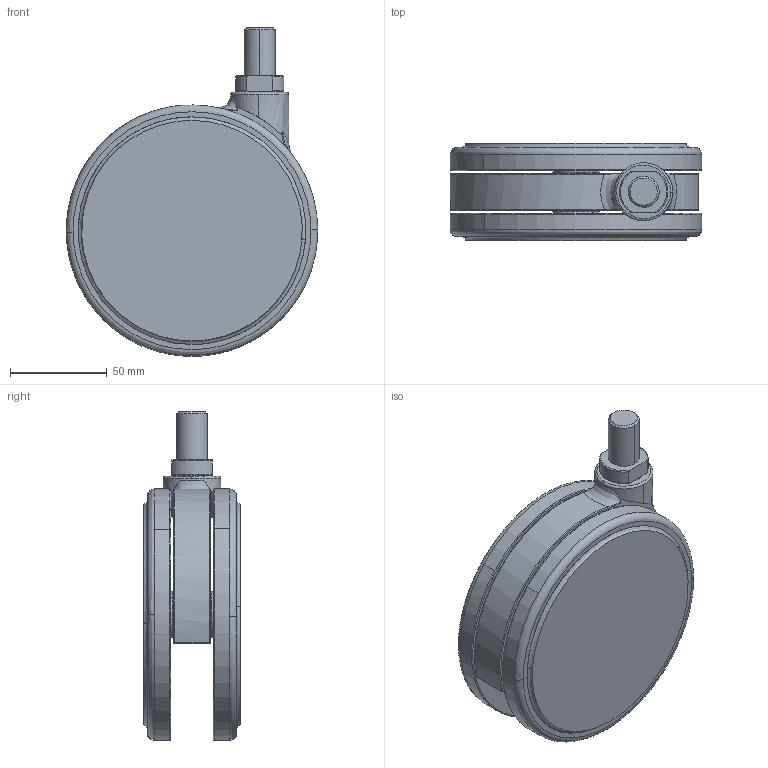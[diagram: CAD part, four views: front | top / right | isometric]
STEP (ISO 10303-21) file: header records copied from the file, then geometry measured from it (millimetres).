
FILE_DESCRIPTION((''),'2;1');
FILE_NAME('','2008-04-30T14:18:37',(''),(''),'','CADfix','');
FILE_SCHEMA(('AUTOMOTIVE_DESIGN { 1 0 10303 214 1 1 1 1 }'));
Length unit declared in the file: millimetre
Bounding box: 130 x 50 x 170 mm (x, y, z)
Volume: 455379.1 mm3; surface area: 92629.8 mm2
Topology: 4 solids, 4 shells, 148 faces, 423 edges, 292 vertices
Faces by surface type: bspline 148
Entity records: 7917 total; most frequent: CARTESIAN_POINT 5603, ORIENTED_EDGE 846, EDGE_CURVE 423, VERTEX_POINT 292, EDGE_LOOP 159, FACE_OUTER_BOUND 148, ADVANCED_FACE 148, QUASI_UNIFORM_CURVE 112
